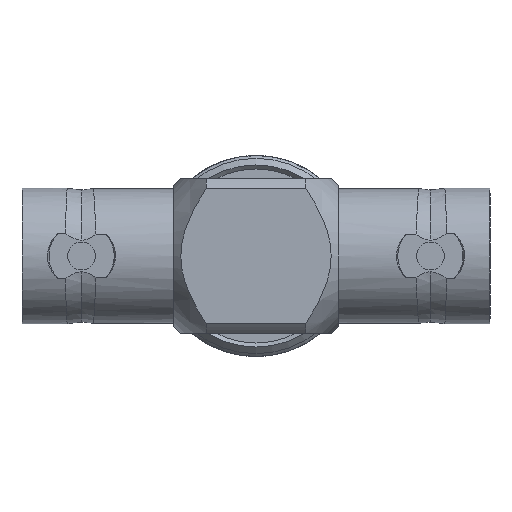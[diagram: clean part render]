
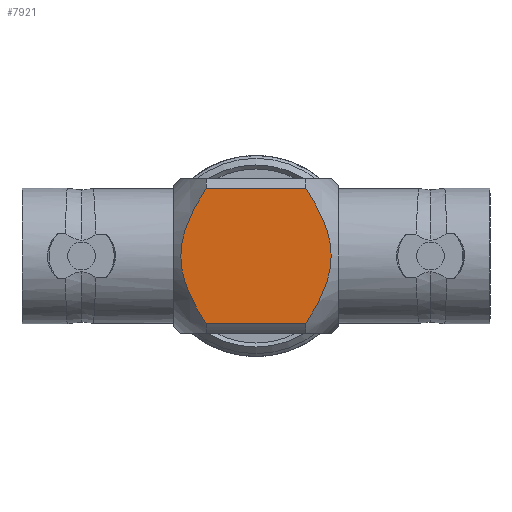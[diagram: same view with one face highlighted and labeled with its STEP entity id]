
A CAD part, front view. The second image highlights one B-rep face of the part: STEP entity #7921.
In plain terms, the highlighted planar face has unit normal (0, -1, 0).
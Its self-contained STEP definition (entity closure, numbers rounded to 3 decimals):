
#190 = EDGE_LOOP ( 'NONE', ( #17932, #17931, #17778, #17773 ) ) ;
#706 = B_SPLINE_CURVE_WITH_KNOTS ( 'NONE', 3,
 ( #21847, #21848, #21849, #21850, #21851, #21852, #21853, #21854, #21855, #21856, #21857, #21858, #21859, #21860, #21861, #21862, #21863, #21864 ),
 .UNSPECIFIED., .F., .F.,
 ( 4, 2, 2, 2, 2, 2, 2, 2, 4 ),
 ( -0.005, -0.004, -0.003, -0.001, 0., 0.001, 0.003, 0.004, 0.005 ),
 .UNSPECIFIED. ) ;
#1163 = B_SPLINE_CURVE_WITH_KNOTS ( 'NONE', 3,
 ( #21723, #21724, #21725, #21726, #21727, #21728, #21729, #21730, #21731, #21732, #21733, #21734, #21735, #21736, #21737, #21738, #21739, #21740 ),
 .UNSPECIFIED., .F., .F.,
 ( 4, 2, 2, 2, 2, 2, 2, 2, 4 ),
 ( -0.005, -0.004, -0.003, -0.001, 0., 0.001, 0.003, 0.004, 0.005 ),
 .UNSPECIFIED. ) ;
#1529 = AXIS2_PLACEMENT_3D ( 'NONE', #16618, #16619, #16620 ) ;
#7921 = ADVANCED_FACE ( 'NONE', ( #12539 ), #16616, .T. ) ;
#8828 = VECTOR ( 'NONE', #21879, 1000. ) ;
#8996 = EDGE_CURVE ( 'NONE', #10382, #10354, #1163, .T. ) ;
#9009 = EDGE_CURVE ( 'NONE', #10337, #10368, #706, .T. ) ;
#9015 = EDGE_CURVE ( 'NONE', #10354, #10337, #19761, .T. ) ;
#9019 = EDGE_CURVE ( 'NONE', #10368, #10382, #19763, .T. ) ;
#10337 = VERTEX_POINT ( 'NONE', #25977 ) ;
#10354 = VERTEX_POINT ( 'NONE', #25994 ) ;
#10368 = VERTEX_POINT ( 'NONE', #26008 ) ;
#10382 = VERTEX_POINT ( 'NONE', #26022 ) ;
#12539 = FACE_OUTER_BOUND ( 'NONE', #190, .T. ) ;
#16616 = PLANE ( 'NONE',  #1529 ) ;
#16618 = CARTESIAN_POINT ( 'NONE',  ( -5.442, -5.5, -4.8 ) ) ;
#16619 = DIRECTION ( 'NONE',  ( 0., -1., 0. ) ) ;
#16620 = DIRECTION ( 'NONE',  ( 1., 0., 0. ) ) ;
#17773 = ORIENTED_EDGE ( 'NONE', *, *, #9009, .T. ) ;
#17778 = ORIENTED_EDGE ( 'NONE', *, *, #9015, .T. ) ;
#17931 = ORIENTED_EDGE ( 'NONE', *, *, #8996, .T. ) ;
#17932 = ORIENTED_EDGE ( 'NONE', *, *, #9019, .T. ) ;
#19761 = LINE ( 'NONE', #21878, #8828 ) ;
#19763 = LINE ( 'NONE', #21888, #32333 ) ;
#21723 = CARTESIAN_POINT ( 'NONE',  ( -3.55, -5.5, 4.8 ) ) ;
#21724 = CARTESIAN_POINT ( 'NONE',  ( -3.789, -5.5, 4.437 ) ) ;
#21725 = CARTESIAN_POINT ( 'NONE',  ( -4.016, -5.5, 4.069 ) ) ;
#21726 = CARTESIAN_POINT ( 'NONE',  ( -4.436, -5.5, 3.315 ) ) ;
#21727 = CARTESIAN_POINT ( 'NONE',  ( -4.629, -5.5, 2.929 ) ) ;
#21728 = CARTESIAN_POINT ( 'NONE',  ( -4.963, -5.5, 2.132 ) ) ;
#21729 = CARTESIAN_POINT ( 'NONE',  ( -5.104, -5.5, 1.715 ) ) ;
#21730 = CARTESIAN_POINT ( 'NONE',  ( -5.297, -5.5, 0.869 ) ) ;
#21731 = CARTESIAN_POINT ( 'NONE',  ( -5.35, -5.5, 0.439 ) ) ;
#21732 = CARTESIAN_POINT ( 'NONE',  ( -5.35, -5.5, -0.438 ) ) ;
#21733 = CARTESIAN_POINT ( 'NONE',  ( -5.297, -5.5, -0.867 ) ) ;
#21734 = CARTESIAN_POINT ( 'NONE',  ( -5.105, -5.5, -1.71 ) ) ;
#21735 = CARTESIAN_POINT ( 'NONE',  ( -4.964, -5.5, -2.127 ) ) ;
#21736 = CARTESIAN_POINT ( 'NONE',  ( -4.63, -5.5, -2.927 ) ) ;
#21737 = CARTESIAN_POINT ( 'NONE',  ( -4.437, -5.5, -3.313 ) ) ;
#21738 = CARTESIAN_POINT ( 'NONE',  ( -4.016, -5.5, -4.068 ) ) ;
#21739 = CARTESIAN_POINT ( 'NONE',  ( -3.789, -5.5, -4.437 ) ) ;
#21740 = CARTESIAN_POINT ( 'NONE',  ( -3.55, -5.5, -4.8 ) ) ;
#21847 = CARTESIAN_POINT ( 'NONE',  ( 3.55, -5.5, -4.8 ) ) ;
#21848 = CARTESIAN_POINT ( 'NONE',  ( 3.789, -5.5, -4.437 ) ) ;
#21849 = CARTESIAN_POINT ( 'NONE',  ( 4.016, -5.5, -4.069 ) ) ;
#21850 = CARTESIAN_POINT ( 'NONE',  ( 4.436, -5.5, -3.315 ) ) ;
#21851 = CARTESIAN_POINT ( 'NONE',  ( 4.629, -5.5, -2.929 ) ) ;
#21852 = CARTESIAN_POINT ( 'NONE',  ( 4.963, -5.5, -2.132 ) ) ;
#21853 = CARTESIAN_POINT ( 'NONE',  ( 5.104, -5.5, -1.715 ) ) ;
#21854 = CARTESIAN_POINT ( 'NONE',  ( 5.297, -5.5, -0.869 ) ) ;
#21855 = CARTESIAN_POINT ( 'NONE',  ( 5.35, -5.5, -0.439 ) ) ;
#21856 = CARTESIAN_POINT ( 'NONE',  ( 5.35, -5.5, 0.438 ) ) ;
#21857 = CARTESIAN_POINT ( 'NONE',  ( 5.297, -5.5, 0.867 ) ) ;
#21858 = CARTESIAN_POINT ( 'NONE',  ( 5.105, -5.5, 1.71 ) ) ;
#21859 = CARTESIAN_POINT ( 'NONE',  ( 4.964, -5.5, 2.127 ) ) ;
#21860 = CARTESIAN_POINT ( 'NONE',  ( 4.63, -5.5, 2.927 ) ) ;
#21861 = CARTESIAN_POINT ( 'NONE',  ( 4.437, -5.5, 3.313 ) ) ;
#21862 = CARTESIAN_POINT ( 'NONE',  ( 4.016, -5.5, 4.068 ) ) ;
#21863 = CARTESIAN_POINT ( 'NONE',  ( 3.789, -5.5, 4.437 ) ) ;
#21864 = CARTESIAN_POINT ( 'NONE',  ( 3.55, -5.5, 4.8 ) ) ;
#21878 = CARTESIAN_POINT ( 'NONE',  ( 0., -5.5, -4.8 ) ) ;
#21879 = DIRECTION ( 'NONE',  ( 1., 0., 0. ) ) ;
#21888 = CARTESIAN_POINT ( 'NONE',  ( 0., -5.5, 4.8 ) ) ;
#21889 = DIRECTION ( 'NONE',  ( -1., 0., 0. ) ) ;
#25977 = CARTESIAN_POINT ( 'NONE',  ( 3.55, -5.5, -4.8 ) ) ;
#25994 = CARTESIAN_POINT ( 'NONE',  ( -3.55, -5.5, -4.8 ) ) ;
#26008 = CARTESIAN_POINT ( 'NONE',  ( 3.55, -5.5, 4.8 ) ) ;
#26022 = CARTESIAN_POINT ( 'NONE',  ( -3.55, -5.5, 4.8 ) ) ;
#32333 = VECTOR ( 'NONE', #21889, 1000. ) ;
